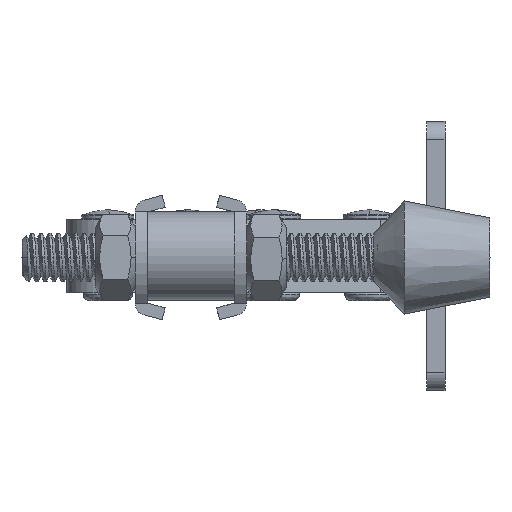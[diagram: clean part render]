
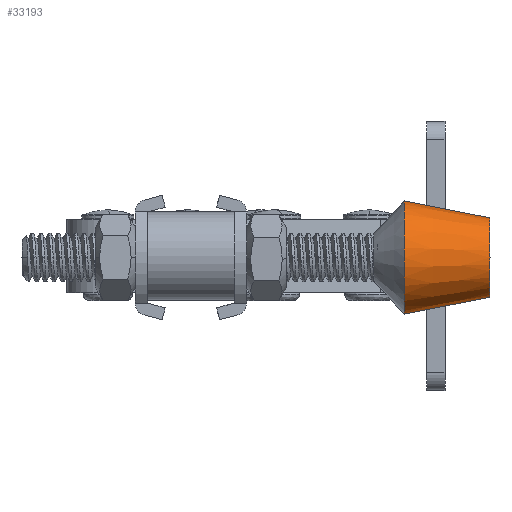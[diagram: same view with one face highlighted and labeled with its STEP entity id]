
A CAD part, left-side view. The second image highlights one B-rep face of the part: STEP entity #33193.
In plain terms, the highlighted conical face has half-angle 11.113 degrees and reference radius 9.25 mm.
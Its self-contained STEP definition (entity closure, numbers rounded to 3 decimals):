
#1140 = DIRECTION ( 'NONE',  ( 0., 0., 1. ) ) ;
#2344 = EDGE_CURVE ( 'NONE', #30904, #57599, #26938, .T. ) ;
#2890 = AXIS2_PLACEMENT_3D ( 'NONE', #26678, #7577, #12380 ) ;
#7577 = DIRECTION ( 'NONE',  ( 0., 0., 1. ) ) ;
#7716 = EDGE_CURVE ( 'NONE', #52154, #57599, #15325, .T. ) ;
#8282 = FACE_OUTER_BOUND ( 'NONE', #31353, .T. ) ;
#12380 = DIRECTION ( 'NONE',  ( 0., -1., 0. ) ) ;
#13636 = CARTESIAN_POINT ( 'NONE',  ( 0., 9.25, 5.5 ) ) ;
#15325 = LINE ( 'NONE', #36636, #56757 ) ;
#18019 = CONICAL_SURFACE ( 'NONE', #2890, 9.25, 0.194 ) ;
#18513 = DIRECTION ( 'NONE',  ( 0., 0.193, 0.981 ) ) ;
#23375 = LINE ( 'NONE', #13636, #60814 ) ;
#26678 = CARTESIAN_POINT ( 'NONE',  ( 0., 0., 5.5 ) ) ;
#26938 = CIRCLE ( 'NONE', #31694, 9.25 ) ;
#27856 = ORIENTED_EDGE ( 'NONE', *, *, #7716, .T. ) ;
#29063 = ORIENTED_EDGE ( 'NONE', *, *, #2344, .F. ) ;
#29816 = CARTESIAN_POINT ( 'NONE',  ( 0., 0., -8.5 ) ) ;
#30164 = ORIENTED_EDGE ( 'NONE', *, *, #44201, .F. ) ;
#30904 = VERTEX_POINT ( 'NONE', #51297 ) ;
#31353 = EDGE_LOOP ( 'NONE', ( #30164, #52363, #27856, #29063 ) ) ;
#31694 = AXIS2_PLACEMENT_3D ( 'NONE', #56478, #47635, #56285 ) ;
#33193 = ADVANCED_FACE ( 'NONE', ( #8282 ), #18019, .T. ) ;
#34120 = CARTESIAN_POINT ( 'NONE',  ( 0., -6.5, -8.5 ) ) ;
#34620 = DIRECTION ( 'NONE',  ( 0., -1., 0. ) ) ;
#35534 = DIRECTION ( 'NONE',  ( 0., -0.193, 0.981 ) ) ;
#35720 = EDGE_CURVE ( 'NONE', #36040, #52154, #45463, .T. ) ;
#36040 = VERTEX_POINT ( 'NONE', #41427 ) ;
#36636 = CARTESIAN_POINT ( 'NONE',  ( 0., -9.25, 5.5 ) ) ;
#38581 = AXIS2_PLACEMENT_3D ( 'NONE', #29816, #1140, #34620 ) ;
#41427 = CARTESIAN_POINT ( 'NONE',  ( 0., 6.5, -8.5 ) ) ;
#44201 = EDGE_CURVE ( 'NONE', #36040, #30904, #23375, .T. ) ;
#45463 = CIRCLE ( 'NONE', #38581, 6.5 ) ;
#47067 = CARTESIAN_POINT ( 'NONE',  ( 0., -9.25, 5.5 ) ) ;
#47635 = DIRECTION ( 'NONE',  ( 0., 0., 1. ) ) ;
#51297 = CARTESIAN_POINT ( 'NONE',  ( 0., 9.25, 5.5 ) ) ;
#52154 = VERTEX_POINT ( 'NONE', #34120 ) ;
#52363 = ORIENTED_EDGE ( 'NONE', *, *, #35720, .T. ) ;
#56285 = DIRECTION ( 'NONE',  ( 0., 1., 0. ) ) ;
#56478 = CARTESIAN_POINT ( 'NONE',  ( 0., 0., 5.5 ) ) ;
#56757 = VECTOR ( 'NONE', #35534, 1000. ) ;
#57599 = VERTEX_POINT ( 'NONE', #47067 ) ;
#60814 = VECTOR ( 'NONE', #18513, 1000. ) ;
